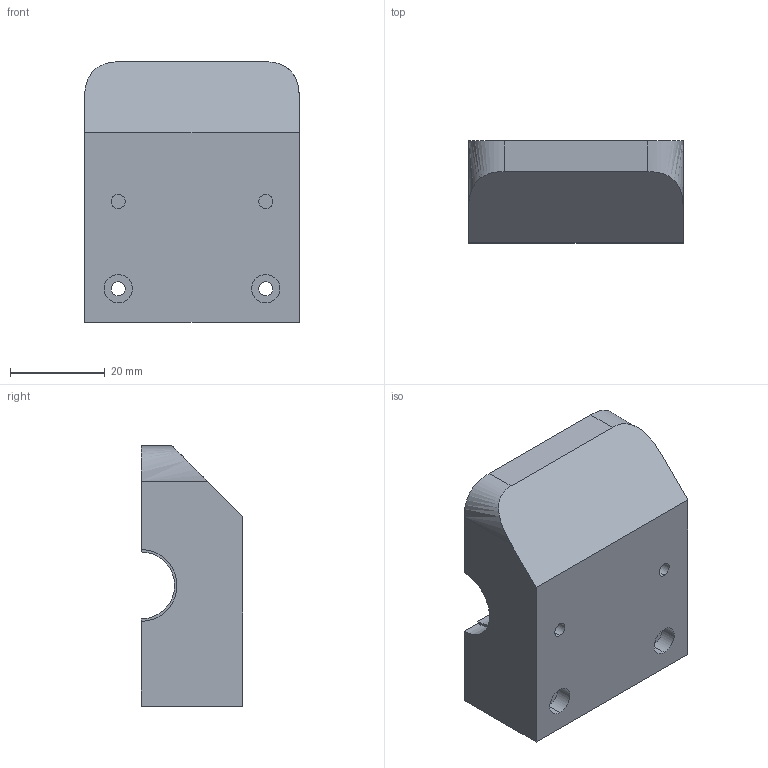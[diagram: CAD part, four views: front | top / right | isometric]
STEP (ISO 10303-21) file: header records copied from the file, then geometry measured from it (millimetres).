
FILE_DESCRIPTION(/* description */ ('STEP AP242','CAx-IF Rec.Pracs.---Representation and Presentation of Product Manufacturing Information (PMI)---4.0---2014-10-13','CAx-IF Rec.Pracs.---3D Tessellated Geometry---0.4---2014-09-14','2;1','CAx-IF Rec.Pracs.---User Defined Attributes---1.5---2016-08-15'),/* implementation_level */ '2;1');
FILE_NAME(/* name */ '6916bbf1e9a6a4d5d2ecf8c3',/* time_stamp */ '2025-11-14T05:19:45Z',/* author */ (''),/* organization */ (''),/* preprocessor_version */ 'ST-DEVELOPER v20',/* originating_system */ 'ONSHAPE BY PTC INC, 1.206',/* authorisation */ ' ');
FILE_SCHEMA (('AP242_MANAGED_MODEL_BASED_3D_ENGINEERING_MIM_LF { 1 0 10303 442 1 1 4 }'));
Length unit declared in the file: millimetre
Products named in the file (1): Upper Differential Case
Bounding box: 45.3 x 21.5 x 55 mm (x, y, z)
Volume: 35987.8 mm3; surface area: 10767.1 mm2
Topology: 1 solids, 1 shells, 59 faces, 156 edges, 107 vertices
Faces by surface type: bspline 59
Entity records: 3057 total; most frequent: CARTESIAN_POINT 1749, ORIENTED_EDGE 312, DIRECTION 194, EDGE_CURVE 156, VERTEX_POINT 107, EDGE_LOOP 71, FACE_BOUND 71, LINE 68
